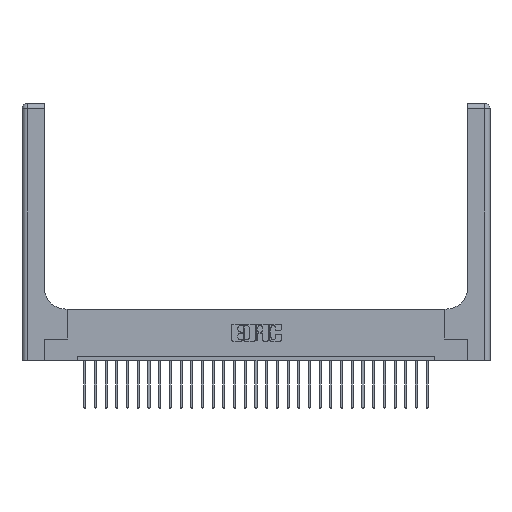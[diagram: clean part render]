
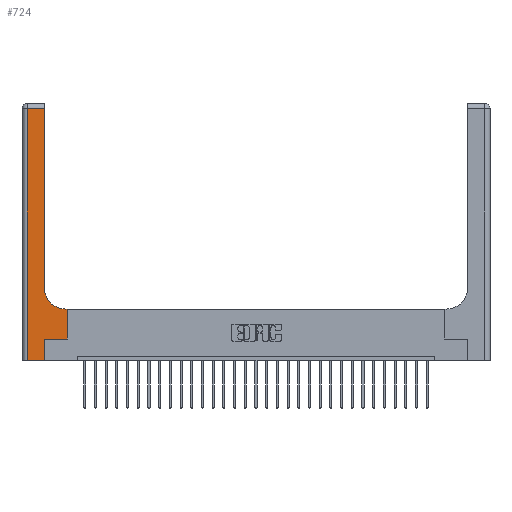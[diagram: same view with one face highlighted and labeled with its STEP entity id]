
A CAD part, top view. The second image highlights one B-rep face of the part: STEP entity #724.
In plain terms, the highlighted planar face has unit normal (0, 0, 1).
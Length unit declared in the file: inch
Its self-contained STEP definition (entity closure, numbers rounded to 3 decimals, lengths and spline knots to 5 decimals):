
#29 = CARTESIAN_POINT ( 'NONE',  ( 0., 2.94, 0.37 ) ) ;
#295 = VERTEX_POINT ( 'NONE', #6292 ) ;
#392 = LINE ( 'NONE', #9906, #23445 ) ;
#662 = CARTESIAN_POINT ( 'NONE',  ( 0.528, 0.25, 0.37 ) ) ;
#724 = ADVANCED_FACE ( 'NONE', ( #23474 ), #26537, .F. ) ;
#793 = EDGE_CURVE ( 'NONE', #20718, #295, #392, .T. ) ;
#1239 = DIRECTION ( 'NONE',  ( 0., -1., 0. ) ) ;
#1270 = ORIENTED_EDGE ( 'NONE', *, *, #2176, .T. ) ;
#2176 = EDGE_CURVE ( 'NONE', #21186, #7027, #18513, .T. ) ;
#2403 = ORIENTED_EDGE ( 'NONE', *, *, #19050, .T. ) ;
#2743 = VERTEX_POINT ( 'NONE', #2767 ) ;
#2767 = CARTESIAN_POINT ( 'NONE',  ( 0.26, 2.94, 0.37 ) ) ;
#2768 = CARTESIAN_POINT ( 'NONE',  ( 0.528, 0.25, 0.37 ) ) ;
#2922 = LINE ( 'NONE', #29, #24345 ) ;
#3148 = EDGE_CURVE ( 'NONE', #295, #17498, #14917, .T. ) ;
#3302 = DIRECTION ( 'NONE',  ( 0., 0., -1. ) ) ;
#3665 = CARTESIAN_POINT ( 'NONE',  ( 0.06, 2.94, 0.37 ) ) ;
#3901 = CIRCLE ( 'NONE', #19024, 0.25 ) ;
#4117 = CARTESIAN_POINT ( 'NONE',  ( 0.265, 0., 0.37 ) ) ;
#5120 = LINE ( 'NONE', #2768, #10993 ) ;
#6292 = CARTESIAN_POINT ( 'NONE',  ( 0.06, 0., 0.37 ) ) ;
#6635 = ORIENTED_EDGE ( 'NONE', *, *, #21401, .T. ) ;
#7000 = ORIENTED_EDGE ( 'NONE', *, *, #793, .T. ) ;
#7027 = VERTEX_POINT ( 'NONE', #16702 ) ;
#7484 = DIRECTION ( 'NONE',  ( -1., 0., 0. ) ) ;
#7955 = EDGE_CURVE ( 'NONE', #17498, #13806, #18927, .T. ) ;
#8082 = ORIENTED_EDGE ( 'NONE', *, *, #7955, .T. ) ;
#8586 = EDGE_CURVE ( 'NONE', #12804, #2743, #21541, .T. ) ;
#8656 = DIRECTION ( 'NONE',  ( 0., 1., 0. ) ) ;
#9535 = CARTESIAN_POINT ( 'NONE',  ( 0.26, 0.6, 0.37 ) ) ;
#9877 = ORIENTED_EDGE ( 'NONE', *, *, #11585, .T. ) ;
#9906 = CARTESIAN_POINT ( 'NONE',  ( 0.06, 3., 0.37 ) ) ;
#10580 = DIRECTION ( 'NONE',  ( -1., 0., 0. ) ) ;
#10993 = VECTOR ( 'NONE', #17055, 39.37008 ) ;
#11219 = ORIENTED_EDGE ( 'NONE', *, *, #3148, .T. ) ;
#11585 = EDGE_CURVE ( 'NONE', #14707, #21186, #5120, .T. ) ;
#12085 = DIRECTION ( 'NONE',  ( 1., 0., 0. ) ) ;
#12804 = VERTEX_POINT ( 'NONE', #25491 ) ;
#12905 = CARTESIAN_POINT ( 'NONE',  ( 0.26, 3., 0.37 ) ) ;
#13806 = VERTEX_POINT ( 'NONE', #21025 ) ;
#14707 = VERTEX_POINT ( 'NONE', #662 ) ;
#14917 = LINE ( 'NONE', #24988, #20748 ) ;
#15054 = VECTOR ( 'NONE', #18844, 39.37008 ) ;
#15356 = VECTOR ( 'NONE', #12085, 39.37008 ) ;
#15898 = VECTOR ( 'NONE', #17882, 39.37008 ) ;
#16115 = CARTESIAN_POINT ( 'NONE',  ( 0., 3., 0.37 ) ) ;
#16372 = AXIS2_PLACEMENT_3D ( 'NONE', #16115, #3302, #7484 ) ;
#16567 = DIRECTION ( 'NONE',  ( 1., 0., 0. ) ) ;
#16702 = CARTESIAN_POINT ( 'NONE',  ( 0.51, 0.6, 0.37 ) ) ;
#17055 = DIRECTION ( 'NONE',  ( 0., 1., 0. ) ) ;
#17316 = LINE ( 'NONE', #24409, #15356 ) ;
#17498 = VERTEX_POINT ( 'NONE', #21543 ) ;
#17882 = DIRECTION ( 'NONE',  ( -1., 0., 0. ) ) ;
#18512 = EDGE_CURVE ( 'NONE', #7027, #12804, #3901, .T. ) ;
#18513 = LINE ( 'NONE', #9535, #15898 ) ;
#18844 = DIRECTION ( 'NONE',  ( 0., 1., 0. ) ) ;
#18927 = LINE ( 'NONE', #4117, #15054 ) ;
#18934 = VECTOR ( 'NONE', #8656, 39.37008 ) ;
#19024 = AXIS2_PLACEMENT_3D ( 'NONE', #25189, #21024, #25022 ) ;
#19050 = EDGE_CURVE ( 'NONE', #2743, #20718, #2922, .T. ) ;
#20205 = ORIENTED_EDGE ( 'NONE', *, *, #18512, .T. ) ;
#20718 = VERTEX_POINT ( 'NONE', #3665 ) ;
#20748 = VECTOR ( 'NONE', #16567, 39.37008 ) ;
#21024 = DIRECTION ( 'NONE',  ( 0., 0., -1. ) ) ;
#21025 = CARTESIAN_POINT ( 'NONE',  ( 0.265, 0.25, 0.37 ) ) ;
#21186 = VERTEX_POINT ( 'NONE', #23712 ) ;
#21401 = EDGE_CURVE ( 'NONE', #13806, #14707, #17316, .T. ) ;
#21541 = LINE ( 'NONE', #12905, #18934 ) ;
#21543 = CARTESIAN_POINT ( 'NONE',  ( 0.265, 0., 0.37 ) ) ;
#22110 = ORIENTED_EDGE ( 'NONE', *, *, #8586, .T. ) ;
#23445 = VECTOR ( 'NONE', #1239, 39.37008 ) ;
#23467 = EDGE_LOOP ( 'NONE', ( #22110, #2403, #7000, #11219, #8082, #6635, #9877, #1270, #20205 ) ) ;
#23474 = FACE_OUTER_BOUND ( 'NONE', #23467, .T. ) ;
#23712 = CARTESIAN_POINT ( 'NONE',  ( 0.528, 0.6, 0.37 ) ) ;
#24345 = VECTOR ( 'NONE', #10580, 39.37008 ) ;
#24409 = CARTESIAN_POINT ( 'NONE',  ( 0.265, 0.25, 0.37 ) ) ;
#24988 = CARTESIAN_POINT ( 'NONE',  ( 0., 0., 0.37 ) ) ;
#25022 = DIRECTION ( 'NONE',  ( 1., 0., 0. ) ) ;
#25189 = CARTESIAN_POINT ( 'NONE',  ( 0.51, 0.85, 0.37 ) ) ;
#25491 = CARTESIAN_POINT ( 'NONE',  ( 0.26, 0.85, 0.37 ) ) ;
#26537 = PLANE ( 'NONE',  #16372 ) ;
